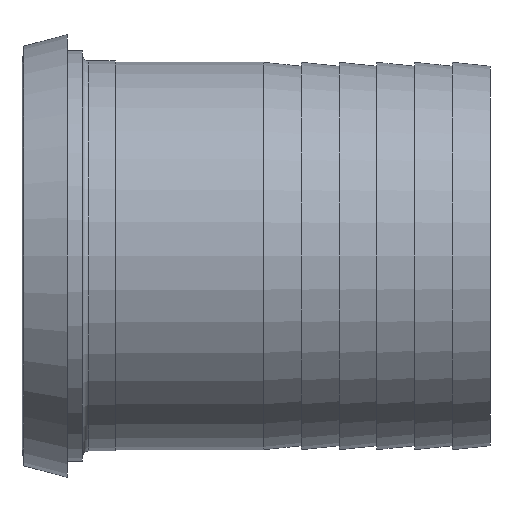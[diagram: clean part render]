
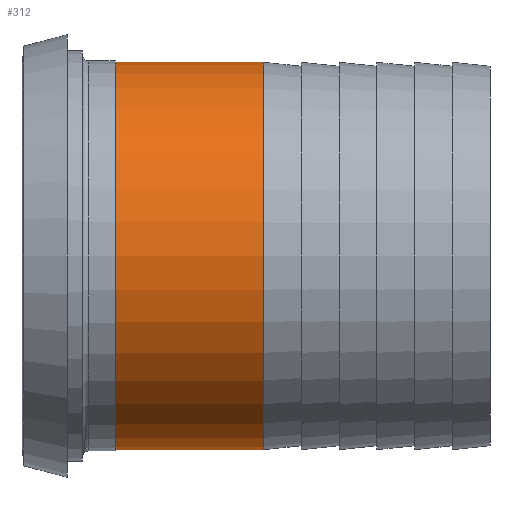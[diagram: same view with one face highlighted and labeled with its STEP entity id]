
A CAD part, front view. The second image highlights one B-rep face of the part: STEP entity #312.
In plain terms, the highlighted cylindrical face has radius 77 mm (diameter 154 mm), a full revolution.
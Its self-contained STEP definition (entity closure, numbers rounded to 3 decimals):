
#25=CYLINDRICAL_SURFACE('',#363,77.);
#50=FACE_BOUND('',#123,.T.);
#75=FACE_OUTER_BOUND('',#122,.T.);
#122=EDGE_LOOP('',(#247));
#123=EDGE_LOOP('',(#248));
#129=CIRCLE('',#319,77.);
#140=CIRCLE('',#340,77.);
#154=VERTEX_POINT('',#473);
#165=VERTEX_POINT('',#505);
#179=EDGE_CURVE('',#154,#154,#129,.T.);
#190=EDGE_CURVE('',#165,#165,#140,.T.);
#247=ORIENTED_EDGE('',*,*,#190,.T.);
#248=ORIENTED_EDGE('',*,*,#179,.T.);
#312=ADVANCED_FACE('',(#75,#50),#25,.T.);
#319=AXIS2_PLACEMENT_3D('',#474,#373,#374);
#340=AXIS2_PLACEMENT_3D('',#506,#415,#416);
#363=AXIS2_PLACEMENT_3D('',#540,#461,#462);
#373=DIRECTION('center_axis',(1.,0.,0.));
#374=DIRECTION('ref_axis',(0.,0.,-1.));
#415=DIRECTION('center_axis',(-1.,0.,0.));
#416=DIRECTION('ref_axis',(0.,1.,0.));
#461=DIRECTION('center_axis',(1.,0.,0.));
#462=DIRECTION('ref_axis',(0.,1.,0.));
#473=CARTESIAN_POINT('',(-149.,77.,0.));
#474=CARTESIAN_POINT('Origin',(-149.,0.,0.));
#505=CARTESIAN_POINT('',(-90.,-77.,0.));
#506=CARTESIAN_POINT('Origin',(-90.,0.,0.));
#540=CARTESIAN_POINT('Origin',(-74.5,0.,0.));
